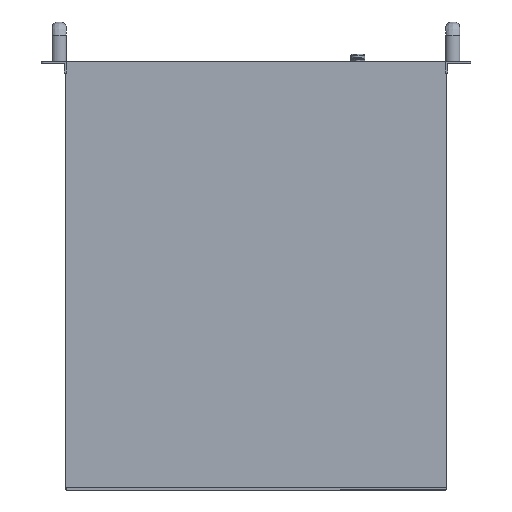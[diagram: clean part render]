
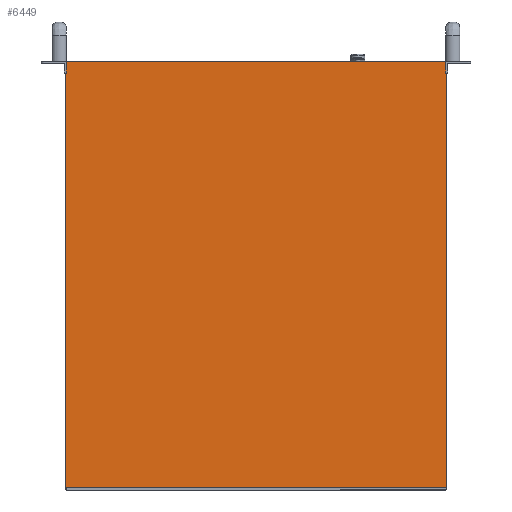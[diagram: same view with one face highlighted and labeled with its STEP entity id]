
A CAD part, front view. The second image highlights one B-rep face of the part: STEP entity #6449.
In plain terms, the highlighted planar face has unit normal (0, -1, 0).
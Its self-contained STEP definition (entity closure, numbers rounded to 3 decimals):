
#5163 = VERTEX_POINT ( 'NONE', #20847 ) ;
#5166 = EDGE_CURVE ( 'NONE', #5163, #5167, #20845, .T. ) ;
#5167 = VERTEX_POINT ( 'NONE', #20841 ) ;
#5174 = VERTEX_POINT ( 'NONE', #20828 ) ;
#5176 = EDGE_CURVE ( 'NONE', #5174, #5177, #20895, .T. ) ;
#5177 = VERTEX_POINT ( 'NONE', #20891 ) ;
#6201 = VERTEX_POINT ( 'NONE', #23088 ) ;
#6268 = VERTEX_POINT ( 'NONE', #23254 ) ;
#6270 = EDGE_CURVE ( 'NONE', #6268, #6201, #23253, .T. ) ;
#6421 = EDGE_CURVE ( 'NONE', #6515, #6422, #23595, .T. ) ;
#6422 = VERTEX_POINT ( 'NONE', #23591 ) ;
#6423 = ORIENTED_EDGE ( 'NONE', *, *, #6424, .F. ) ;
#6424 = EDGE_CURVE ( 'NONE', #6425, #6422, #23590, .T. ) ;
#6425 = VERTEX_POINT ( 'NONE', #23655 ) ;
#6427 = ORIENTED_EDGE ( 'NONE', *, *, #6428, .F. ) ;
#6428 = EDGE_CURVE ( 'NONE', #6429, #6425, #23654, .T. ) ;
#6429 = VERTEX_POINT ( 'NONE', #23650 ) ;
#6430 = ORIENTED_EDGE ( 'NONE', *, *, #6431, .F. ) ;
#6431 = EDGE_CURVE ( 'NONE', #5167, #6429, #23646, .T. ) ;
#6433 = EDGE_CURVE ( 'NONE', #5174, #6462, #23642, .T. ) ;
#6434 = ORIENTED_EDGE ( 'NONE', *, *, #6435, .T. ) ;
#6435 = EDGE_CURVE ( 'NONE', #6462, #6436, #23638, .T. ) ;
#6436 = VERTEX_POINT ( 'NONE', #23634 ) ;
#6437 = ORIENTED_EDGE ( 'NONE', *, *, #6438, .F. ) ;
#6438 = EDGE_CURVE ( 'NONE', #6440, #6436, #23632, .T. ) ;
#6440 = VERTEX_POINT ( 'NONE', #23628 ) ;
#6441 = ORIENTED_EDGE ( 'NONE', *, *, #6442, .F. ) ;
#6442 = EDGE_CURVE ( 'NONE', #6443, #6440, #23627, .T. ) ;
#6443 = VERTEX_POINT ( 'NONE', #23623 ) ;
#6444 = ORIENTED_EDGE ( 'NONE', *, *, #6445, .T. ) ;
#6445 = EDGE_CURVE ( 'NONE', #6443, #6201, #23690, .T. ) ;
#6449 = ADVANCED_FACE ( 'NONE', ( #23682 ), #23681, .T. ) ;
#6450 = EDGE_LOOP ( 'NONE', ( #6451, #6452, #6455, #6458, #6460, #6461, #6434, #6437, #6441, #6444, #6512, #6513, #6516, #6423, #6427, #6430 ) ) ;
#6451 = ORIENTED_EDGE ( 'NONE', *, *, #5166, .F. ) ;
#6452 = ORIENTED_EDGE ( 'NONE', *, *, #6453, .T. ) ;
#6453 = EDGE_CURVE ( 'NONE', #5163, #6454, #23676, .T. ) ;
#6454 = VERTEX_POINT ( 'NONE', #23672 ) ;
#6455 = ORIENTED_EDGE ( 'NONE', *, *, #6456, .T. ) ;
#6456 = EDGE_CURVE ( 'NONE', #6454, #6457, #23671, .T. ) ;
#6457 = VERTEX_POINT ( 'NONE', #23665 ) ;
#6458 = ORIENTED_EDGE ( 'NONE', *, *, #6459, .T. ) ;
#6459 = EDGE_CURVE ( 'NONE', #6457, #5177, #23664, .T. ) ;
#6460 = ORIENTED_EDGE ( 'NONE', *, *, #5176, .F. ) ;
#6461 = ORIENTED_EDGE ( 'NONE', *, *, #6433, .T. ) ;
#6462 = VERTEX_POINT ( 'NONE', #23658 ) ;
#6512 = ORIENTED_EDGE ( 'NONE', *, *, #6270, .F. ) ;
#6513 = ORIENTED_EDGE ( 'NONE', *, *, #6514, .F. ) ;
#6514 = EDGE_CURVE ( 'NONE', #6515, #6268, #23830, .T. ) ;
#6515 = VERTEX_POINT ( 'NONE', #23826 ) ;
#6516 = ORIENTED_EDGE ( 'NONE', *, *, #6421, .T. ) ;
#20828 = CARTESIAN_POINT ( 'NONE',  ( 213.35, -44., -480.6 ) ) ;
#20841 = CARTESIAN_POINT ( 'NONE',  ( -213.35, -44., -480.6 ) ) ;
#20842 = DIRECTION ( 'NONE',  ( -1., 0., 0. ) ) ;
#20843 = VECTOR ( 'NONE', #20842, 1000. ) ;
#20844 = CARTESIAN_POINT ( 'NONE',  ( -213.25, -44., -480.6 ) ) ;
#20845 = LINE ( 'NONE', #20844, #20843 ) ;
#20847 = CARTESIAN_POINT ( 'NONE',  ( -213.25, -44., -480.6 ) ) ;
#20891 = CARTESIAN_POINT ( 'NONE',  ( 213.25, -44., -480.6 ) ) ;
#20892 = DIRECTION ( 'NONE',  ( -1., 0., 0. ) ) ;
#20893 = VECTOR ( 'NONE', #20892, 1000. ) ;
#20894 = CARTESIAN_POINT ( 'NONE',  ( -213.25, -44., -480.6 ) ) ;
#20895 = LINE ( 'NONE', #20894, #20893 ) ;
#23038 = DIRECTION ( 'NONE',  ( 0., 0., 1. ) ) ;
#23088 = CARTESIAN_POINT ( 'NONE',  ( 213.2, -44., 0. ) ) ;
#23250 = DIRECTION ( 'NONE',  ( 1., 0., 0. ) ) ;
#23251 = VECTOR ( 'NONE', #23250, 1000. ) ;
#23252 = CARTESIAN_POINT ( 'NONE',  ( -213.25, -44., 0. ) ) ;
#23253 = LINE ( 'NONE', #23252, #23251 ) ;
#23254 = CARTESIAN_POINT ( 'NONE',  ( -213.2, -44., 0. ) ) ;
#23588 = VECTOR ( 'NONE', #23038, 1000. ) ;
#23589 = CARTESIAN_POINT ( 'NONE',  ( -213.25, -44., 0. ) ) ;
#23590 = LINE ( 'NONE', #23589, #23588 ) ;
#23591 = CARTESIAN_POINT ( 'NONE',  ( -213.25, -44., -0.1 ) ) ;
#23592 = DIRECTION ( 'NONE',  ( -1., 0., 0. ) ) ;
#23593 = VECTOR ( 'NONE', #23592, 1000. ) ;
#23594 = CARTESIAN_POINT ( 'NONE',  ( -213.2, -44., -0.1 ) ) ;
#23595 = LINE ( 'NONE', #23594, #23593 ) ;
#23623 = CARTESIAN_POINT ( 'NONE',  ( 213.2, -44., -0.1 ) ) ;
#23624 = DIRECTION ( 'NONE',  ( 1., 0., 0. ) ) ;
#23625 = VECTOR ( 'NONE', #23624, 1000. ) ;
#23626 = CARTESIAN_POINT ( 'NONE',  ( 213.2, -44., -0.1 ) ) ;
#23627 = LINE ( 'NONE', #23626, #23625 ) ;
#23628 = CARTESIAN_POINT ( 'NONE',  ( 213.25, -44., -0.1 ) ) ;
#23629 = DIRECTION ( 'NONE',  ( 0., 0., -1. ) ) ;
#23630 = VECTOR ( 'NONE', #23629, 1000. ) ;
#23631 = CARTESIAN_POINT ( 'NONE',  ( 213.25, -44., 0. ) ) ;
#23632 = LINE ( 'NONE', #23631, #23630 ) ;
#23634 = CARTESIAN_POINT ( 'NONE',  ( 213.25, -44., -13. ) ) ;
#23635 = DIRECTION ( 'NONE',  ( -1., 0., 0. ) ) ;
#23636 = VECTOR ( 'NONE', #23635, 1000. ) ;
#23637 = CARTESIAN_POINT ( 'NONE',  ( 213.35, -44., -13. ) ) ;
#23638 = LINE ( 'NONE', #23637, #23636 ) ;
#23639 = DIRECTION ( 'NONE',  ( 0., 0., 1. ) ) ;
#23640 = VECTOR ( 'NONE', #23639, 1000. ) ;
#23641 = CARTESIAN_POINT ( 'NONE',  ( 213.35, -44., -480.6 ) ) ;
#23642 = LINE ( 'NONE', #23641, #23640 ) ;
#23643 = DIRECTION ( 'NONE',  ( 0., 0., 1. ) ) ;
#23644 = VECTOR ( 'NONE', #23643, 1000. ) ;
#23645 = CARTESIAN_POINT ( 'NONE',  ( -213.35, -44., -480.6 ) ) ;
#23646 = LINE ( 'NONE', #23645, #23644 ) ;
#23650 = CARTESIAN_POINT ( 'NONE',  ( -213.35, -44., -13. ) ) ;
#23651 = DIRECTION ( 'NONE',  ( 1., 0., 0. ) ) ;
#23652 = VECTOR ( 'NONE', #23651, 1000. ) ;
#23653 = CARTESIAN_POINT ( 'NONE',  ( -213.35, -44., -13. ) ) ;
#23654 = LINE ( 'NONE', #23653, #23652 ) ;
#23655 = CARTESIAN_POINT ( 'NONE',  ( -213.25, -44., -13. ) ) ;
#23658 = CARTESIAN_POINT ( 'NONE',  ( 213.35, -44., -13. ) ) ;
#23660 = DIRECTION ( 'NONE',  ( 0., 0., -1. ) ) ;
#23662 = VECTOR ( 'NONE', #23660, 1000. ) ;
#23663 = CARTESIAN_POINT ( 'NONE',  ( 213.25, -44., -480.6 ) ) ;
#23664 = LINE ( 'NONE', #23663, #23662 ) ;
#23665 = CARTESIAN_POINT ( 'NONE',  ( 213.25, -44., -478.6 ) ) ;
#23666 = DIRECTION ( 'NONE',  ( 1., 0., 0. ) ) ;
#23667 = VECTOR ( 'NONE', #23666, 1000. ) ;
#23669 = CARTESIAN_POINT ( 'NONE',  ( -213.25, -44., -478.6 ) ) ;
#23671 = LINE ( 'NONE', #23669, #23667 ) ;
#23672 = CARTESIAN_POINT ( 'NONE',  ( -213.25, -44., -478.6 ) ) ;
#23673 = DIRECTION ( 'NONE',  ( 0., 0., 1. ) ) ;
#23674 = VECTOR ( 'NONE', #23673, 1000. ) ;
#23675 = CARTESIAN_POINT ( 'NONE',  ( -213.25, -44., -480.6 ) ) ;
#23676 = LINE ( 'NONE', #23675, #23674 ) ;
#23677 = DIRECTION ( 'NONE',  ( 0., 0., -1. ) ) ;
#23678 = DIRECTION ( 'NONE',  ( 0., -1., 0. ) ) ;
#23679 = CARTESIAN_POINT ( 'NONE',  ( -213.25, -44., -480.6 ) ) ;
#23680 = AXIS2_PLACEMENT_3D ( 'NONE', #23679, #23678, #23677 ) ;
#23681 = PLANE ( 'NONE',  #23680 ) ;
#23682 = FACE_OUTER_BOUND ( 'NONE', #6450, .T. ) ;
#23687 = DIRECTION ( 'NONE',  ( 0., 0., 1. ) ) ;
#23688 = VECTOR ( 'NONE', #23687, 1000. ) ;
#23689 = CARTESIAN_POINT ( 'NONE',  ( 213.2, -44., -0.1 ) ) ;
#23690 = LINE ( 'NONE', #23689, #23688 ) ;
#23826 = CARTESIAN_POINT ( 'NONE',  ( -213.2, -44., -0.1 ) ) ;
#23827 = DIRECTION ( 'NONE',  ( 0., 0., 1. ) ) ;
#23828 = VECTOR ( 'NONE', #23827, 1000. ) ;
#23829 = CARTESIAN_POINT ( 'NONE',  ( -213.2, -44., -0.1 ) ) ;
#23830 = LINE ( 'NONE', #23829, #23828 ) ;
